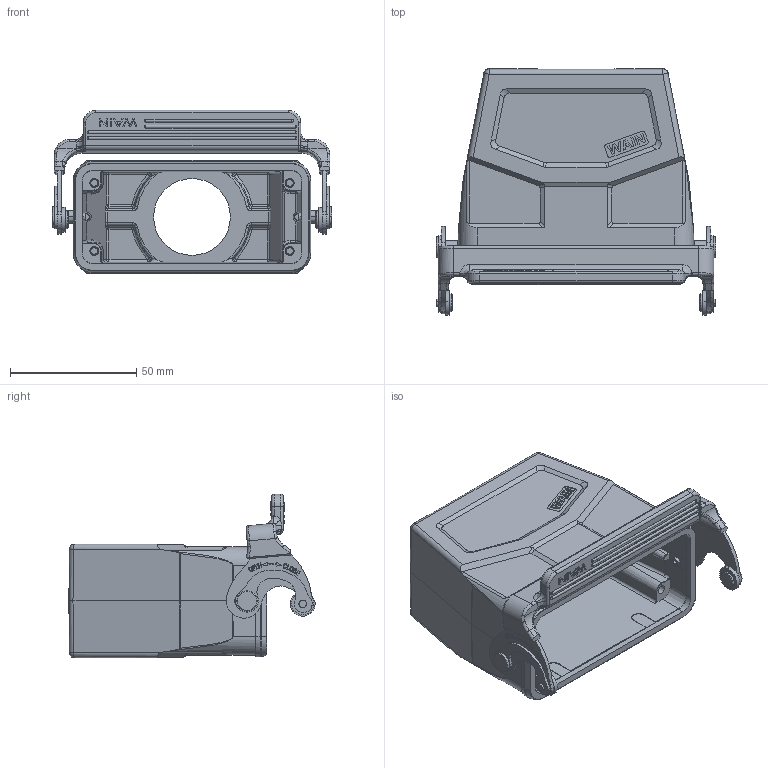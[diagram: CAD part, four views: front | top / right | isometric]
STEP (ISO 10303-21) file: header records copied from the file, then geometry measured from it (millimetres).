
FILE_DESCRIPTION((''),'2;1');
FILE_NAME('W16B-BEH','2017-10-11T',('sy.ji'),(''),'PRO/ENGINEER BY PARAMETRIC TECHNOLOGY CORPORATION, 2014310','PRO/ENGINEER BY PARAMETRIC TECHNOLOGY CORPORATION, 2014310','');
FILE_SCHEMA(('CONFIG_CONTROL_DESIGN'));
Products named in the file (1): W16B-BEH
Bounding box: 110.7 x 97.57 x 64.78 mm (x, y, z)
Volume: 95999.9 mm3; surface area: 55475.1 mm2
Topology: 1 solids, 26 shells, 1424 faces, 3881 edges, 2545 vertices
Faces by surface type: plane 620, cylinder 312, extrusion 270, bspline 88, torus 48, cone 48, sphere 38
Entity records: 54599 total; most frequent: CARTESIAN_POINT 16645, ORIENTED_EDGE 7620, DIRECTION 6112, EDGE_CURVE 3837, VERTEX_POINT 2545, VECTOR 2330, LINE 2060, AXIS2_PLACEMENT_3D 1891
